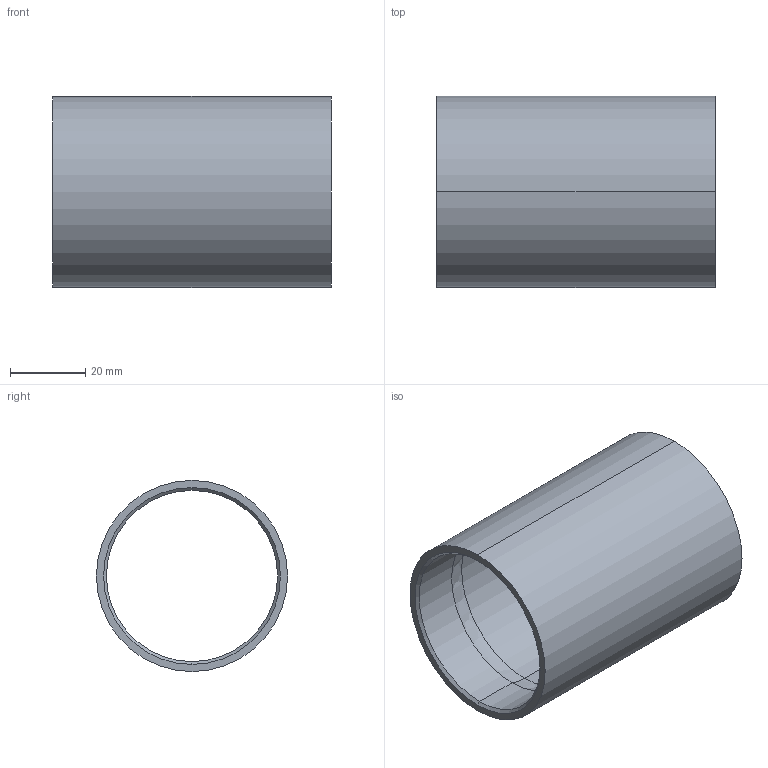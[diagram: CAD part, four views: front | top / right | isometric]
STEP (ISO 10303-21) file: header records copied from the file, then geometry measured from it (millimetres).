
FILE_DESCRIPTION (( 'STEP AP214' ), '1' );
FILE_NAME ('BB0029.STEP', '2016-01-05T18:55:35', ( 'JeffCAD' ), ( 'Microsoft' ), 'SwSTEP 2.0', 'SolidWorks 2016', '' );
FILE_SCHEMA (( 'AUTOMOTIVE_DESIGN' ));
Length unit declared in the file: inch
Products named in the file (1): BB0029
Bounding box: 73.99 x 50.8 x 50.8 mm (x, y, z)
Volume: 23881.9 mm3; surface area: 23339 mm2
Topology: 1 solids, 1 shells, 18 faces, 36 edges, 20 vertices
Faces by surface type: cylinder 8, cone 4, torus 4, plane 2
Entity records: 512 total; most frequent: DIRECTION 98, CARTESIAN_POINT 75, ORIENTED_EDGE 72, AXIS2_PLACEMENT_3D 43, EDGE_CURVE 36, CIRCLE 24, VERTEX_POINT 20, EDGE_LOOP 20
